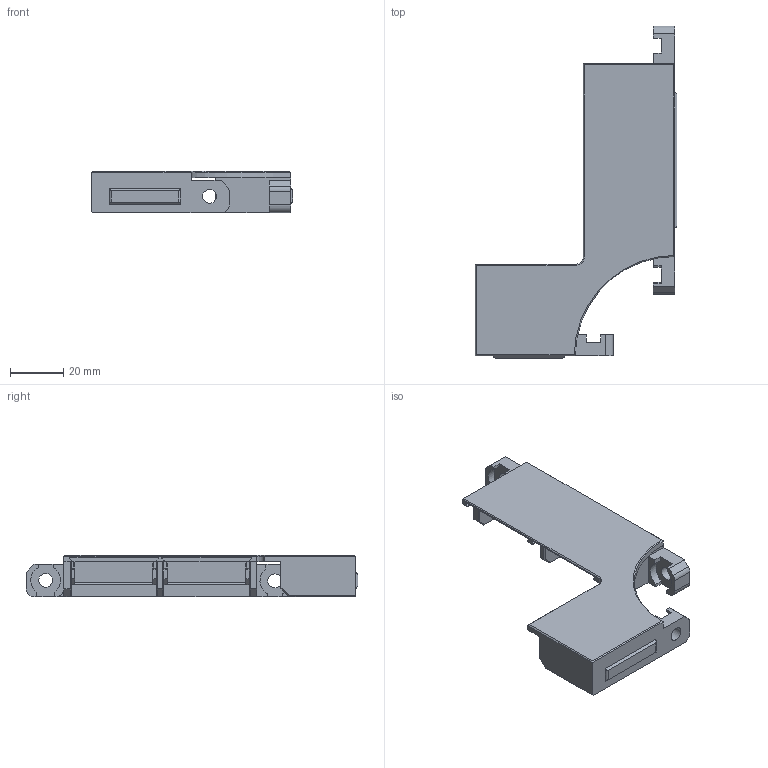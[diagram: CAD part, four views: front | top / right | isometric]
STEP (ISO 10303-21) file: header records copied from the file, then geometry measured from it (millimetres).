
FILE_DESCRIPTION(/* description */ ('STEP AP214'),/* implementation_level */ '2;1');
FILE_NAME(/* name */ '415WAGO_Label.step',/* time_stamp */ '2025-04-25T12:52:31-05:00',/* author */ (''),/* organization */ (''),/* preprocessor_version */ 'ST-DEVELOPER v20.1',/* originating_system */ 'Autodesk Translation Framework v14.4.0.0',/* authorisation */ '');
FILE_SCHEMA (('AUTOMOTIVE_DESIGN { 1 0 10303 214 3 1 1 }'));
Length unit declared in the file: millimetre
Products named in the file (1): Part_2080813
Bounding box: 75.95 x 125.18 x 15.71 mm (x, y, z)
Volume: 18649.4 mm3; surface area: 17855.5 mm2
Topology: 1 solids, 1 shells, 267 faces, 751 edges, 491 vertices
Faces by surface type: plane 230, cylinder 35, cone 2
Full cylindrical faces by diameter (mm): 5.25 x3
Entity records: 8785 total; most frequent: CARTESIAN_POINT 1516, ORIENTED_EDGE 1502, DIRECTION 1359, EDGE_CURVE 751, LINE 675, VECTOR 675, VERTEX_POINT 491, AXIS2_PLACEMENT_3D 342
